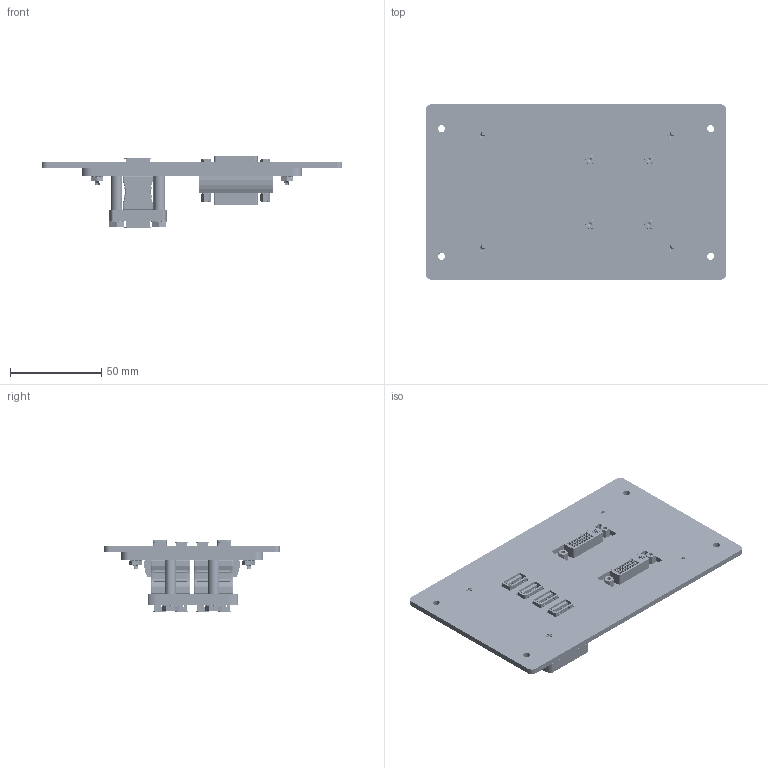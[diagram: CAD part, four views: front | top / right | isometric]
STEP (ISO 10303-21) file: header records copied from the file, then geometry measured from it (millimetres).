
FILE_DESCRIPTION (( 'STEP AP203' ), '1' );
FILE_NAME ('P-P22#4Q102#2-M1RX_3D.STEP', '2019-05-21T17:23:06', ( '' ), ( '' ), 'SwSTEP 2.0', 'SolidWorks 2018', '' );
FILE_SCHEMA (( 'CONFIG_CONTROL_DESIGN' ));
Length unit declared in the file: millimetre
Products named in the file (12): P-P22#4Q102#2-M1RX_FP120_1; P-P22#4Q102#2-M1RX_BP180_1; 4-40 half inch flathead _90273A110; Z-300-USB-A-FF; Z-002-4401_4HN_90675A005; P22; P-P22#4Q102#2-M1RX_3D; P-P22#4Q102#2-M1RX_TP240_1; 632FH_1-1_4-IN; Z-001-SPR_3_4; Z-002-632516HN_90675A007; Q102
Assembly tree (30 placements, depth 3):
  P-P22#4Q102#2-M1RX_3D
    P-P22#4Q102#2-M1RX_BP180_1
    P22  x4
      Z-300-USB-A-FF
    P-P22#4Q102#2-M1RX_TP240_1
    632FH_1-1_4-IN  x4
    Z-001-SPR_3_4  x4
    Z-002-632516HN_90675A007  x4
    Q102  x2
    P-P22#4Q102#2-M1RX_FP120_1
    4-40 half inch flathead _90273A110  x4
    Z-002-4401_4HN_90675A005  x4
Bounding box: 165.14 x 96.38 x 39.34 mm (x, y, z)
Volume: 124512.5 mm3; surface area: 91010.3 mm2
Topology: 41 solids, 41 shells, 6652 faces, 18038 edges, 11732 vertices
Faces by surface type: plane 3626, cylinder 1470, bspline 892, cone 584, sphere 64, torus 16
Entity records: 112372 total; most frequent: CARTESIAN_POINT 50510, ORIENTED_EDGE 13808, DIRECTION 10194, EDGE_CURVE 6904, LINE 4706, VECTOR 4706, VERTEX_POINT 4510, EDGE_LOOP 2852
